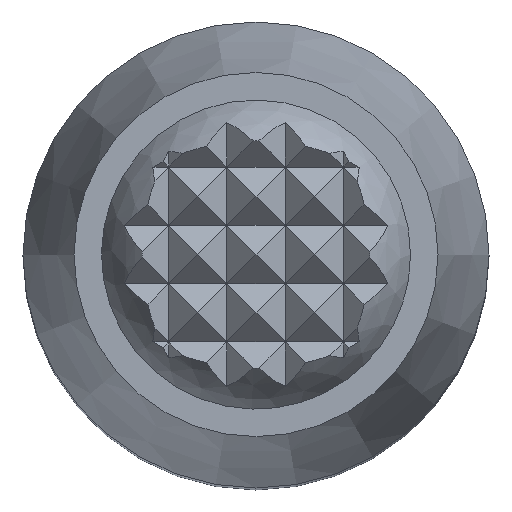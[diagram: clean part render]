
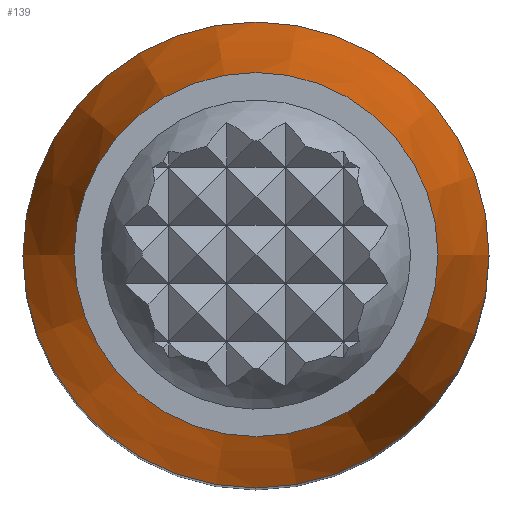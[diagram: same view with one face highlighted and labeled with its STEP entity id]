
A CAD part, top view. The second image highlights one B-rep face of the part: STEP entity #139.
In plain terms, the highlighted conical face has half-angle 11.77 degrees and reference radius 3.125 mm.
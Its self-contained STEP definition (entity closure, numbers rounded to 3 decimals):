
#139 = ADVANCED_FACE( '', ( #362, #363 ), #364, .T. );
#362 = FACE_OUTER_BOUND( '', #673, .T. );
#363 = FACE_BOUND( '', #674, .T. );
#364 = CONICAL_SURFACE( '', #675, 3.125, 0.205 );
#673 = EDGE_LOOP( '', ( #1012 ) );
#674 = EDGE_LOOP( '', ( #1013 ) );
#675 = AXIS2_PLACEMENT_3D( '', #1014, #1015, #1016 );
#1012 = ORIENTED_EDGE( '', *, *, #1751, .F. );
#1013 = ORIENTED_EDGE( '', *, *, #1752, .F. );
#1014 = CARTESIAN_POINT( '', ( 0., 0., 24.25 ) );
#1015 = DIRECTION( '', ( 0., 0., -1. ) );
#1016 = DIRECTION( '', ( -1., 0., 0. ) );
#1751 = EDGE_CURVE( '', #2056, #2056, #2057, .F. );
#1752 = EDGE_CURVE( '', #2058, #2058, #2059, .T. );
#2056 = VERTEX_POINT( '', #2451 );
#2057 = CIRCLE( '', #2452, 4. );
#2058 = VERTEX_POINT( '', #2453 );
#2059 = CIRCLE( '', #2454, 3.125 );
#2451 = CARTESIAN_POINT( '', ( 4., 0., 20.05 ) );
#2452 = AXIS2_PLACEMENT_3D( '', #2911, #2912, #2913 );
#2453 = CARTESIAN_POINT( '', ( 3.125, 0., 24.25 ) );
#2454 = AXIS2_PLACEMENT_3D( '', #2914, #2915, #2916 );
#2911 = CARTESIAN_POINT( '', ( 0., 0., 20.05 ) );
#2912 = DIRECTION( '', ( 0., 0., 1. ) );
#2913 = DIRECTION( '', ( 1., 0., 0. ) );
#2914 = CARTESIAN_POINT( '', ( 0., 0., 24.25 ) );
#2915 = DIRECTION( '', ( 0., 0., 1. ) );
#2916 = DIRECTION( '', ( 1., 0., 0. ) );
